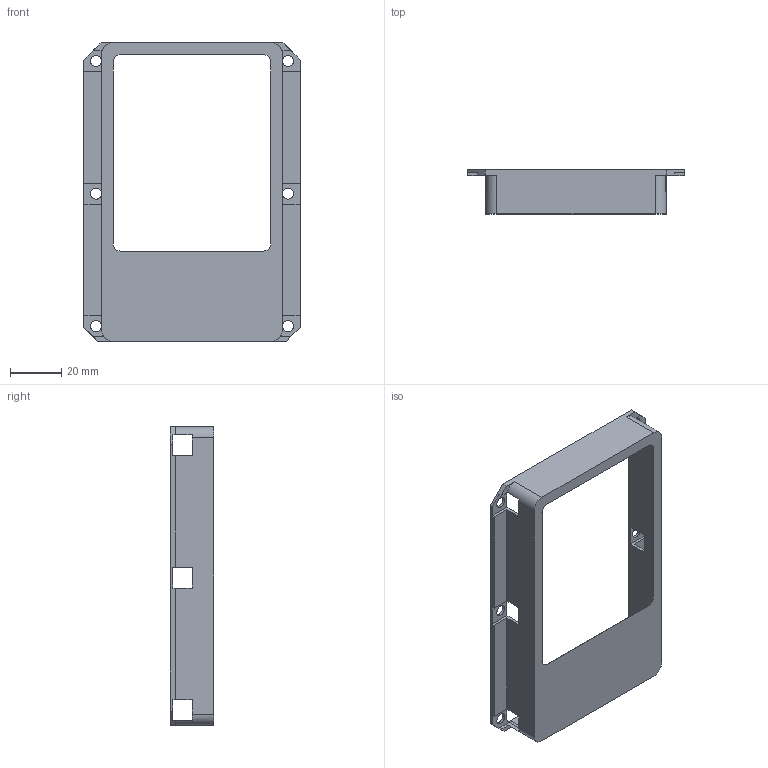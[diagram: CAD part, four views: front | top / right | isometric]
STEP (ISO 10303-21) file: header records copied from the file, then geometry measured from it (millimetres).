
FILE_DESCRIPTION(/* description */ (''),/* implementation_level */ '2;1');
FILE_NAME(/* name */ '2004699A-exact.step',/* time_stamp */ '2019-06-15T13:11:30-05:00',/* author */ (''),/* organization */ (''),/* preprocessor_version */ 'ST-DEVELOPER v18',/* originating_system */ 'Autodesk Translation Framework v8.2.0.1029',/* authorisation */ '');
FILE_SCHEMA (('AUTOMOTIVE_DESIGN { 1 0 10303 214 3 1 1 }'));
Length unit declared in the file: inch
Products named in the file (2): 2004699A-exact; 2004699A
Assembly tree (1 placements, depth 2):
  2004699A-exact
    2004699A
Bounding box: 84.2 x 17.04 x 116.05 mm (x, y, z)
Volume: 15152.4 mm3; surface area: 21367.7 mm2
Topology: 1 solids, 1 shells, 79 faces, 256 edges, 170 vertices
Faces by surface type: plane 57, cylinder 18, cone 4
Full cylindrical faces by diameter (mm): 4.343 x6
Entity records: 2919 total; most frequent: ORIENTED_EDGE 512, CARTESIAN_POINT 508, DIRECTION 478, EDGE_CURVE 256, LINE 198, VECTOR 198, VERTEX_POINT 170, AXIS2_PLACEMENT_3D 140
